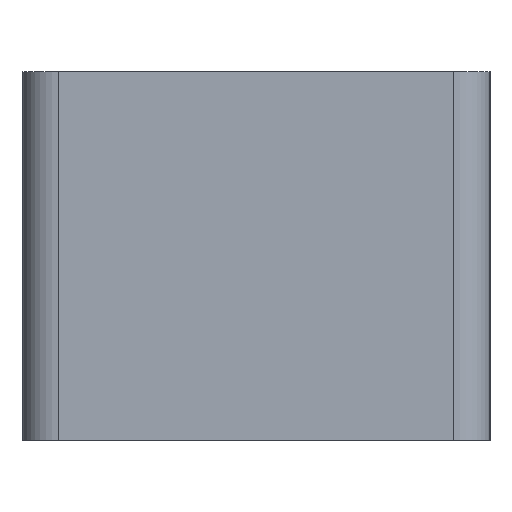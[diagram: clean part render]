
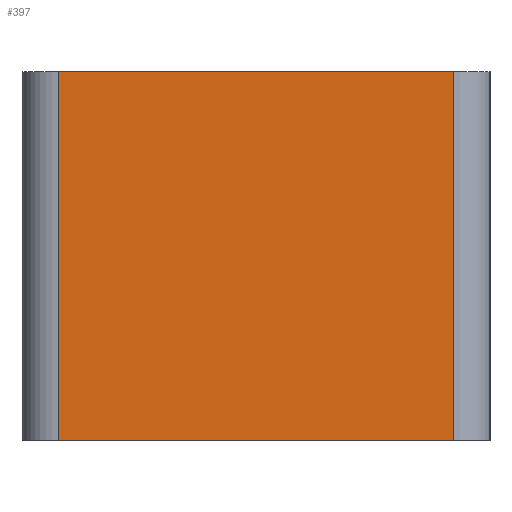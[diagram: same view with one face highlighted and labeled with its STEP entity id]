
A CAD part, left-side view. The second image highlights one B-rep face of the part: STEP entity #397.
In plain terms, the highlighted planar face has unit normal (-1, 0, 0).
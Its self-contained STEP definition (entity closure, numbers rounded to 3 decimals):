
#30=PLANE('',#455);
#52=FACE_OUTER_BOUND('',#78,.T.);
#78=EDGE_LOOP('',(#352,#353,#354,#355));
#88=LINE('',#606,#120);
#93=LINE('',#619,#125);
#101=LINE('',#640,#133);
#113=LINE('',#690,#145);
#120=VECTOR('',#483,10.);
#125=VECTOR('',#496,10.);
#133=VECTOR('',#512,10.);
#145=VECTOR('',#576,10.);
#177=VERTEX_POINT('',#603);
#178=VERTEX_POINT('',#605);
#182=VERTEX_POINT('',#618);
#190=VERTEX_POINT('',#636);
#215=EDGE_CURVE('',#177,#178,#88,.T.);
#222=EDGE_CURVE('',#178,#182,#93,.T.);
#233=EDGE_CURVE('',#182,#190,#101,.T.);
#257=EDGE_CURVE('',#190,#177,#113,.T.);
#352=ORIENTED_EDGE('',*,*,#215,.F.);
#353=ORIENTED_EDGE('',*,*,#257,.F.);
#354=ORIENTED_EDGE('',*,*,#233,.F.);
#355=ORIENTED_EDGE('',*,*,#222,.F.);
#397=ADVANCED_FACE('',(#52),#30,.T.);
#455=AXIS2_PLACEMENT_3D('',#689,#574,#575);
#483=DIRECTION('',(0.,0.,-1.));
#496=DIRECTION('',(0.,1.,0.));
#512=DIRECTION('',(0.,0.,1.));
#574=DIRECTION('center_axis',(-1.,0.,0.));
#575=DIRECTION('ref_axis',(0.,-1.,0.));
#576=DIRECTION('',(0.,-1.,0.));
#603=CARTESIAN_POINT('',(-27.5,-4.925,10.));
#605=CARTESIAN_POINT('',(-27.5,-4.925,0.));
#606=CARTESIAN_POINT('',(-27.5,-4.925,0.));
#618=CARTESIAN_POINT('',(-27.5,5.775,0.));
#619=CARTESIAN_POINT('',(-27.5,-5.925,0.));
#636=CARTESIAN_POINT('',(-27.5,5.775,10.));
#640=CARTESIAN_POINT('',(-27.5,5.775,0.));
#689=CARTESIAN_POINT('Origin',(-27.5,6.775,0.));
#690=CARTESIAN_POINT('',(-27.5,-5.925,10.));
